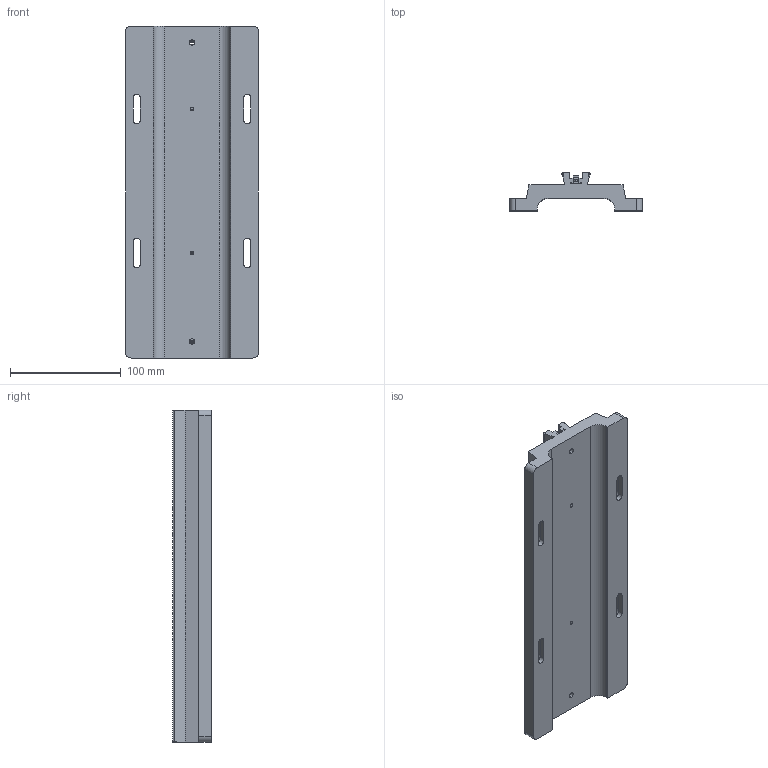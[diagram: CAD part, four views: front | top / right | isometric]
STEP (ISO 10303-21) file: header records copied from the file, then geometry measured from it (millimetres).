
FILE_DESCRIPTION (( 'STEP AP203' ), '1' );
FILE_NAME ('01PBH-1M.STEP', '2016-02-24T05:45:37', ( '' ), ( '' ), 'SwSTEP 2.0', 'SolidWorks 2016', '' );
FILE_SCHEMA (( 'CONFIG_CONTROL_DESIGN' ));
Length unit declared in the file: millimetre
Products named in the file (1): 01PBH-1M
Bounding box: 120 x 34.5 x 300 mm (x, y, z)
Surface area: 118909 mm2 (no closed solid volume)
Topology: 0 solids, 4 shells, 494 faces, 1815 edges, 1208 vertices
Faces by surface type: plane 441, cylinder 49, torus 4
Entity records: 18813 total; most frequent: CARTESIAN_POINT 3554, ORIENTED_EDGE 3130, DIRECTION 2901, EDGE_CURVE 1815, LINE 1695, VECTOR 1695, VERTEX_POINT 1208, AXIS2_PLACEMENT_3D 603
